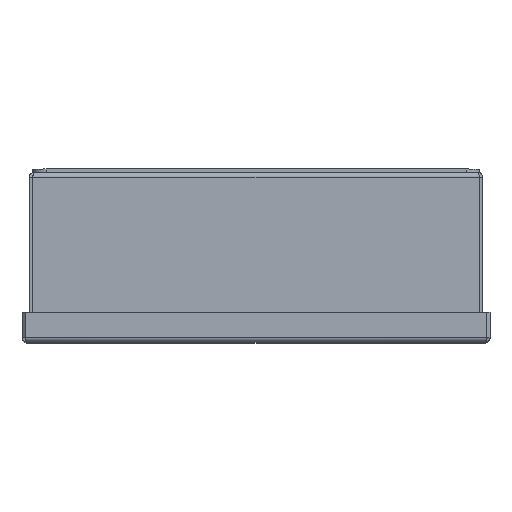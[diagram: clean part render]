
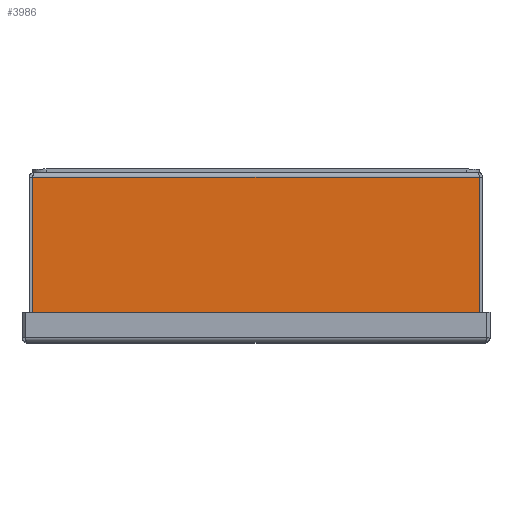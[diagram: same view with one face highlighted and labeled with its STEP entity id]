
A CAD part, top view. The second image highlights one B-rep face of the part: STEP entity #3986.
In plain terms, the highlighted planar face has unit normal (0, 0, 1).
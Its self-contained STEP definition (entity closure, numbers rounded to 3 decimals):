
#3986 = ADVANCED_FACE( '', ( #8366 ), #8367, .F. );
#8366 = FACE_OUTER_BOUND( '', #13454, .T. );
#8367 = PLANE( '', #13455 );
#13454 = EDGE_LOOP( '', ( #27744, #27745, #27746, #27747, #27748, #27749, #27750, #27751, #27752, #27753 ) );
#13455 = AXIS2_PLACEMENT_3D( '', #27754, #27755, #27756 );
#27744 = ORIENTED_EDGE( '', *, *, #34838, .F. );
#27745 = ORIENTED_EDGE( '', *, *, #33498, .T. );
#27746 = ORIENTED_EDGE( '', *, *, #34839, .T. );
#27747 = ORIENTED_EDGE( '', *, *, #34106, .F. );
#27748 = ORIENTED_EDGE( '', *, *, #33224, .T. );
#27749 = ORIENTED_EDGE( '', *, *, #34840, .T. );
#27750 = ORIENTED_EDGE( '', *, *, #34524, .T. );
#27751 = ORIENTED_EDGE( '', *, *, #31442, .F. );
#27752 = ORIENTED_EDGE( '', *, *, #33074, .F. );
#27753 = ORIENTED_EDGE( '', *, *, #33836, .T. );
#27754 = CARTESIAN_POINT( '', ( 742.798, 0., 120.65 ) );
#27755 = DIRECTION( '', ( 0., 0., -1. ) );
#27756 = DIRECTION( '', ( 0., 1., 0. ) );
#31442 = EDGE_CURVE( '', #36918, #36920, #36921, .T. );
#33074 = EDGE_CURVE( '', #39565, #36918, #39567, .T. );
#33224 = EDGE_CURVE( '', #35828, #39403, #39766, .T. );
#33498 = EDGE_CURVE( '', #40146, #40147, #40148, .T. );
#33836 = EDGE_CURVE( '', #39565, #40603, #40604, .T. );
#34106 = EDGE_CURVE( '', #35828, #40941, #40943, .T. );
#34524 = EDGE_CURVE( '', #41449, #36920, #41450, .T. );
#34838 = EDGE_CURVE( '', #40146, #40603, #41807, .T. );
#34839 = EDGE_CURVE( '', #40147, #40941, #41808, .T. );
#34840 = EDGE_CURVE( '', #39403, #41449, #41809, .T. );
#35828 = VERTEX_POINT( '', #43780 );
#36918 = VERTEX_POINT( '', #46880 );
#36920 = VERTEX_POINT( '', #46883 );
#36921 = LINE( '', #46884, #46885 );
#39403 = VERTEX_POINT( '', #54876 );
#39565 = VERTEX_POINT( '', #55191 );
#39567 = LINE( '', #55194, #55195 );
#39766 = LINE( '', #55734, #55735 );
#40146 = VERTEX_POINT( '', #56603 );
#40147 = VERTEX_POINT( '', #56604 );
#40148 = LINE( '', #56605, #56606 );
#40603 = VERTEX_POINT( '', #57806 );
#40604 = LINE( '', #57807, #57808 );
#40941 = VERTEX_POINT( '', #58607 );
#40943 = LINE( '', #58610, #58611 );
#41449 = VERTEX_POINT( '', #59943 );
#41450 = LINE( '', #59944, #59945 );
#41807 = LINE( '', #60728, #60729 );
#41808 = LINE( '', #60730, #60731 );
#41809 = LINE( '', #60732, #60733 );
#43780 = CARTESIAN_POINT( '', ( 106.423, -2.337, 120.65 ) );
#46880 = CARTESIAN_POINT( '', ( -82.527, -73.863, 120.65 ) );
#46883 = CARTESIAN_POINT( '', ( -82.527, -74.676, 120.65 ) );
#46884 = CARTESIAN_POINT( '', ( -82.527, -76.2, 120.65 ) );
#46885 = VECTOR( '', #61835, 1000. );
#54876 = CARTESIAN_POINT( '', ( -106.423, -2.337, 120.65 ) );
#55191 = CARTESIAN_POINT( '', ( -82.525, -73.863, 120.65 ) );
#55194 = CARTESIAN_POINT( '', ( -82.527, -73.863, 120.65 ) );
#55195 = VECTOR( '', #62549, 1000. );
#55734 = CARTESIAN_POINT( '', ( 742.798, -2.337, 120.65 ) );
#55735 = VECTOR( '', #62629, 1000. );
#56603 = CARTESIAN_POINT( '', ( 82.527, -73.863, 120.65 ) );
#56604 = CARTESIAN_POINT( '', ( 82.527, -74.676, 120.65 ) );
#56605 = CARTESIAN_POINT( '', ( 82.527, -76.2, 120.65 ) );
#56606 = VECTOR( '', #62771, 1000. );
#57806 = CARTESIAN_POINT( '', ( 82.525, -73.863, 120.65 ) );
#57807 = CARTESIAN_POINT( '', ( -82.525, -73.863, 120.65 ) );
#57808 = VECTOR( '', #62950, 1000. );
#58607 = CARTESIAN_POINT( '', ( 106.423, -74.676, 120.65 ) );
#58610 = CARTESIAN_POINT( '', ( 106.423, -2.337, 120.65 ) );
#58611 = VECTOR( '', #63095, 1000. );
#59943 = CARTESIAN_POINT( '', ( -106.423, -74.676, 120.65 ) );
#59944 = CARTESIAN_POINT( '', ( 742.798, -74.676, 120.65 ) );
#59945 = VECTOR( '', #63288, 1000. );
#60728 = CARTESIAN_POINT( '', ( -82.527, -73.863, 120.65 ) );
#60729 = VECTOR( '', #63435, 1000. );
#60730 = CARTESIAN_POINT( '', ( 742.798, -74.676, 120.65 ) );
#60731 = VECTOR( '', #63436, 1000. );
#60732 = CARTESIAN_POINT( '', ( -106.423, -2.337, 120.65 ) );
#60733 = VECTOR( '', #63437, 1000. );
#61835 = DIRECTION( '', ( 0., -1., 0. ) );
#62549 = DIRECTION( '', ( -1., 0., 0. ) );
#62629 = DIRECTION( '', ( -1., 0., 0. ) );
#62771 = DIRECTION( '', ( 0., -1., 0. ) );
#62950 = DIRECTION( '', ( 1., 0., 0. ) );
#63095 = DIRECTION( '', ( 0., -1., 0. ) );
#63288 = DIRECTION( '', ( 1., 0., 0. ) );
#63435 = DIRECTION( '', ( -1., 0., 0. ) );
#63436 = DIRECTION( '', ( 1., 0., 0. ) );
#63437 = DIRECTION( '', ( 0., -1., 0. ) );
